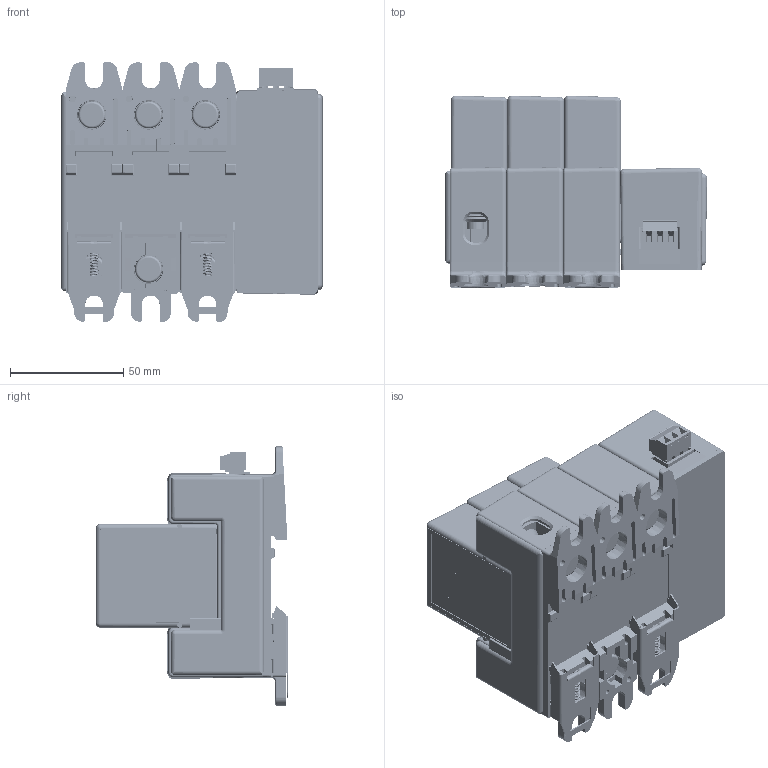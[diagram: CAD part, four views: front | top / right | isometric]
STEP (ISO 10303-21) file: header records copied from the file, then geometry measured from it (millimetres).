
FILE_DESCRIPTION (( 'STEP AP214' ), '1' );
FILE_NAME ('1101-525-3100.STEP', '2019-01-16T17:31:22', ( '' ), ( '' ), 'SwSTEP 2.0', 'SolidWorks 2018', '' );
FILE_SCHEMA (( 'AUTOMOTIVE_DESIGN' ));
Length unit declared in the file: inch
Products named in the file (42): 2102-195 rev 01; 2003-1143; 2003-1189; 2004-073; 1000-940; 2003-1262; 2003-1052; 2500-210; 3800-184; 2400-163; 2001-138; plug1^2500-210; 2003-1145; 2200-270; 2001-140_2001-140; SSHDOGSLT 0.4375-20x0.4375-S; 2500-161 ; 2105-250; 2001-136_2001-136; 2250-1152; 1000-1592; 2003-1190; 1101-525-3100; 2001-137 REV 03; 2500-207; 2102-197; 2103-074; 2004-072 REV 01; 2500-206; 2102-196_2102-196 rev 01; Lug^2105-250; 2103-031_93496A415; 2003-1142; 2100-014_2100-014; plug2^2500-210; 2003-1138; 2500-160; 1000-851; 2003-1144; 2102-194 ...
Assembly tree (73 placements, depth 5):
  1101-525-3100
    1000-1592
      2250-1152
        2200-270
        2500-160
        2500-210  x3
          plug1^2500-210
          plug2^2500-210
      2105-250  x4
        Lug^2105-250
        SSHDOGSLT 0.4375-20x0.4375-S
      2103-074  x2
      2100-014_2100-014  x2
      2500-206  x3
      2103-031_93496A415  x6
      2102-196_2102-196 rev 01  x4
      2102-197  x2
      3800-184  x2
      2500-207  x2
      2001-140_2001-140  x2
      1000-940
        2001-136_2001-136
        2004-071
      2001-138
      2004-073
      2102-194  x3
      2400-163  x6
      2003-1138
      2003-1145
      2003-1142
      2003-1143
      2003-1144
      2003-1262
    1000-851  x3
      2001-137 REV 03
      2004-072 REV 01
      2102-195 rev 01
      2003-1190
      2003-1189
      2107-225_Bent
      2003-1052
    2500-161 
Bounding box: 115.32 x 84.7 x 114.63 mm (x, y, z)
Volume: 260770.3 mm3; surface area: 261494.6 mm2
Topology: 151 solids, 151 shells, 7618 faces, 19679 edges, 12702 vertices
Faces by surface type: plane 3892, cylinder 1706, bspline 941, cone 749, torus 260, sphere 70
Entity records: 202399 total; most frequent: CARTESIAN_POINT 77429, ORIENTED_EDGE 22152, DIRECTION 19054, EDGE_CURVE 11076, VECTOR 7232, LINE 7232, VERTEX_POINT 7190, AXIS2_PLACEMENT_3D 5911
